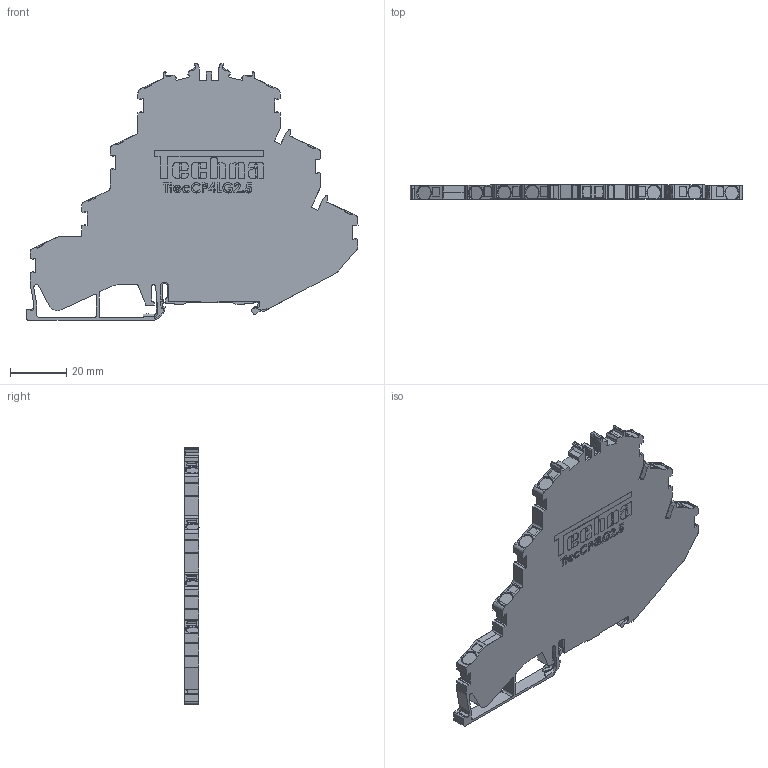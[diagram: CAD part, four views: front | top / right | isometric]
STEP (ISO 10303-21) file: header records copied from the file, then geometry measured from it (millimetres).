
FILE_DESCRIPTION (( 'STEP AP214' ), '1' );
FILE_NAME ('TtecCP4LG2.5.STEP', '2020-10-20T06:50:45', ( '' ), ( '' ), 'SwSTEP 2.0', 'SolidWorks 2020', '' );
FILE_SCHEMA (( 'AUTOMOTIVE_DESIGN' ));
Length unit declared in the file: millimetre
Products named in the file (1): TtecCP4LG2.5
Bounding box: 118.57 x 5 x 91.67 mm (x, y, z)
Volume: 31717.6 mm3; surface area: 16201.7 mm2
Topology: 1 solids, 1 shells, 1299 faces, 3755 edges, 2511 vertices
Faces by surface type: plane 769, cylinder 382, bspline 148
Entity records: 55932 total; most frequent: CARTESIAN_POINT 15899, ORIENTED_EDGE 7510, DIRECTION 6413, EDGE_CURVE 3755, LINE 2643, VECTOR 2643, VERTEX_POINT 2511, AXIS2_PLACEMENT_3D 1885
